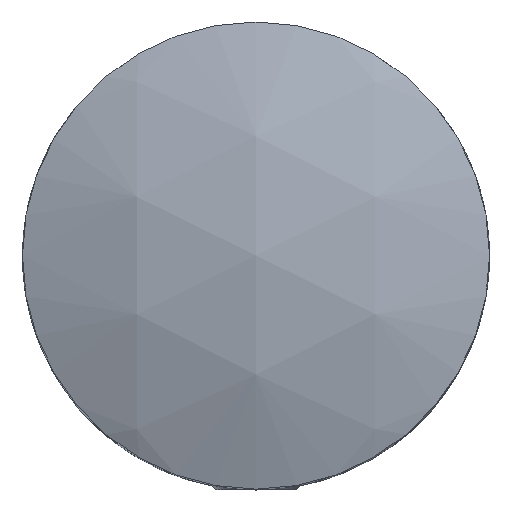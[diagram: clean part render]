
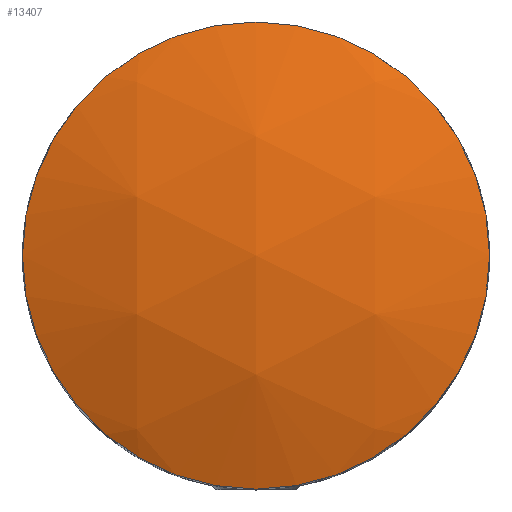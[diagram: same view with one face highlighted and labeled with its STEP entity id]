
A CAD part, top view. The second image highlights one B-rep face of the part: STEP entity #13407.
In plain terms, the highlighted spherical face has radius 28 mm.
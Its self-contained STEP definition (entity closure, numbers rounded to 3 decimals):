
#210 = CARTESIAN_POINT ( 'NONE',  ( 11., 0., 23.749 ) ) ;
#530 = SPHERICAL_SURFACE ( 'NONE', #2435, 28. ) ;
#2435 = AXIS2_PLACEMENT_3D ( 'NONE', #13731, #12059, #17717 ) ;
#3215 = ORIENTED_EDGE ( 'NONE', *, *, #16456, .T. ) ;
#4400 = EDGE_LOOP ( 'NONE', ( #3215 ) ) ;
#5761 = CIRCLE ( 'NONE', #13888, 11. ) ;
#6229 = CARTESIAN_POINT ( 'NONE',  ( 0., 0., 23.749 ) ) ;
#8042 = DIRECTION ( 'NONE',  ( 1., 0., 0. ) ) ;
#10405 = VERTEX_POINT ( 'NONE', #210 ) ;
#12059 = DIRECTION ( 'NONE',  ( -1., 0., 0. ) ) ;
#13407 = ADVANCED_FACE ( 'NONE', ( #16743 ), #530, .T. ) ;
#13731 = CARTESIAN_POINT ( 'NONE',  ( 0., 0., -2. ) ) ;
#13888 = AXIS2_PLACEMENT_3D ( 'NONE', #6229, #18275, #8042 ) ;
#16456 = EDGE_CURVE ( 'NONE', #10405, #10405, #5761, .T. ) ;
#16743 = FACE_OUTER_BOUND ( 'NONE', #4400, .T. ) ;
#17717 = DIRECTION ( 'NONE',  ( 0., 1., 0. ) ) ;
#18275 = DIRECTION ( 'NONE',  ( 0., 0., 1. ) ) ;
